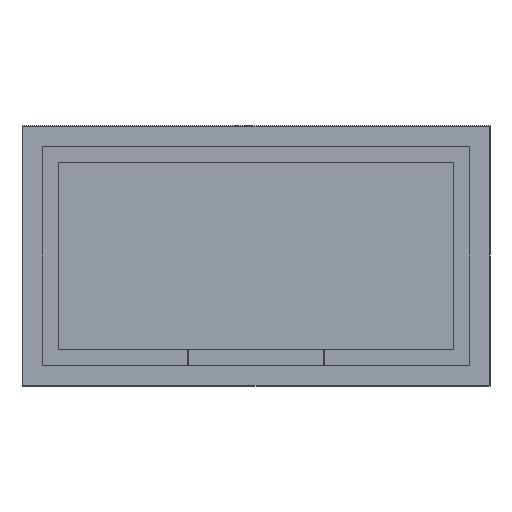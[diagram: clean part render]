
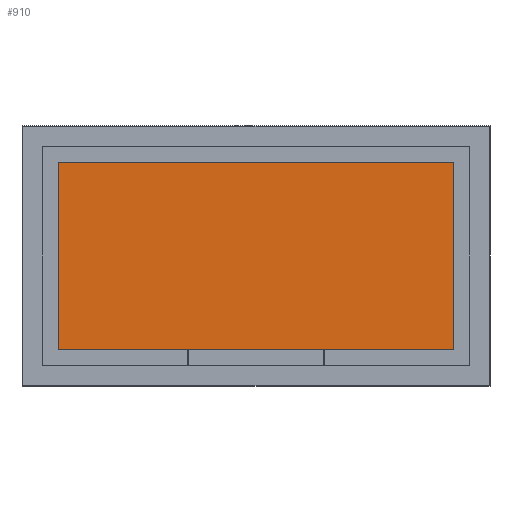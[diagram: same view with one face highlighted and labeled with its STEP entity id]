
A CAD part, front view. The second image highlights one B-rep face of the part: STEP entity #910.
In plain terms, the highlighted planar face has unit normal (0, -1, 0).
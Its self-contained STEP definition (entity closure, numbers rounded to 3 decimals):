
#831=DIRECTION('',(0.,0.,-1.));
#832=VECTOR('',#831,360.);
#833=CARTESIAN_POINT('',(379.,0.,180.));
#834=LINE('',#833,#832);
#835=DIRECTION('',(-1.,0.,0.));
#836=VECTOR('',#835,758.);
#837=CARTESIAN_POINT('',(379.,0.,-180.));
#838=LINE('',#837,#836);
#839=DIRECTION('',(0.,0.,1.));
#840=VECTOR('',#839,360.);
#841=CARTESIAN_POINT('',(-379.,0.,-180.));
#842=LINE('',#841,#840);
#843=DIRECTION('',(1.,0.,0.));
#844=VECTOR('',#843,758.);
#845=CARTESIAN_POINT('',(-379.,0.,180.));
#846=LINE('',#845,#844);
#879=CARTESIAN_POINT('',(379.,0.,180.));
#880=CARTESIAN_POINT('',(379.,0.,-180.));
#881=VERTEX_POINT('',#879);
#882=VERTEX_POINT('',#880);
#883=CARTESIAN_POINT('',(-379.,0.,-180.));
#884=VERTEX_POINT('',#883);
#885=CARTESIAN_POINT('',(-379.,0.,180.));
#886=VERTEX_POINT('',#885);
#895=CARTESIAN_POINT('',(0.,0.,0.));
#896=DIRECTION('',(0.,1.,0.));
#897=DIRECTION('',(0.,0.,1.));
#898=AXIS2_PLACEMENT_3D('',#895,#896,#897);
#899=PLANE('',#898);
#901=ORIENTED_EDGE('',*,*,#900,.T.);
#903=ORIENTED_EDGE('',*,*,#902,.T.);
#905=ORIENTED_EDGE('',*,*,#904,.T.);
#907=ORIENTED_EDGE('',*,*,#906,.T.);
#908=EDGE_LOOP('',(#901,#903,#905,#907));
#909=FACE_OUTER_BOUND('',#908,.F.);
#910=ADVANCED_FACE('',(#909),#899,.F.);
#900=EDGE_CURVE('',#881,#882,#834,.T.);
#902=EDGE_CURVE('',#882,#884,#838,.T.);
#904=EDGE_CURVE('',#884,#886,#842,.T.);
#906=EDGE_CURVE('',#886,#881,#846,.T.);
